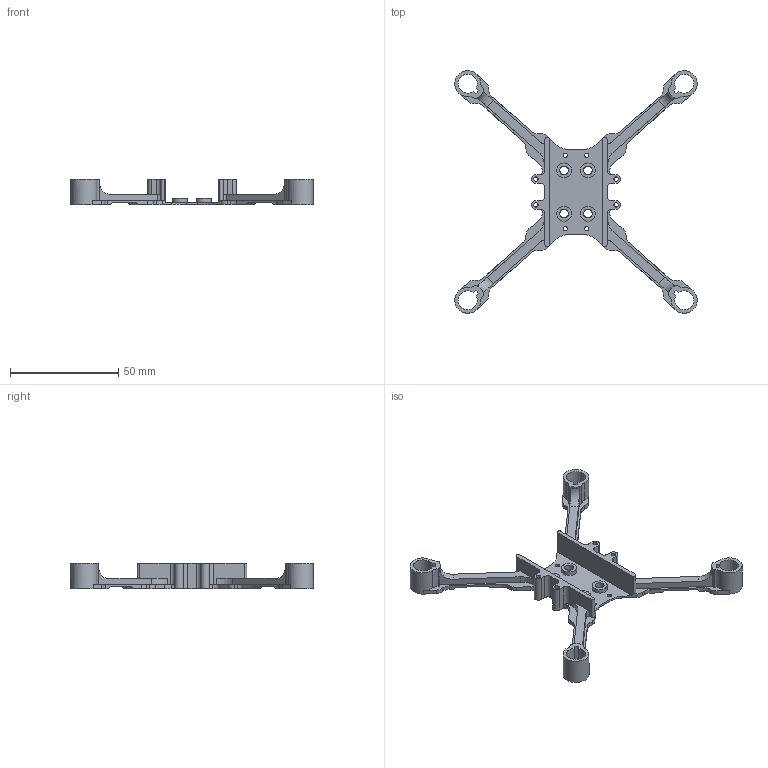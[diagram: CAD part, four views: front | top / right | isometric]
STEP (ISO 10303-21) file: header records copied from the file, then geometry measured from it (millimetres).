
FILE_DESCRIPTION(('STEP AP242'), '1');
FILE_NAME('frame', '', ('UNSPECIFIED'), ('UNSPECIFIED'), 'C3D Converter', 'C3D Toolkit', '');
FILE_SCHEMA(('AP242_MANAGED_MODEL_BASED_3D_ENGINEERING_MIM_LF { 1 0 10303 442 1 1 4 }'));
Length unit declared in the file: millimetre
Bounding box: 112 x 112 x 12 mm (x, y, z)
Volume: 11867.4 mm3; surface area: 13755 mm2
Topology: 1 solids, 1 shells, 238 faces, 696 edges, 464 vertices
Faces by surface type: plane 118, cylinder 116, torus 4
Full cylindrical faces by diameter (mm): 2 x8, 4 x4, 6.902 x4
Entity records: 8200 total; most frequent: CARTESIAN_POINT 1599, DIRECTION 1406, ORIENTED_EDGE 1360, EDGE_CURVE 680, AXIS2_PLACEMENT_3D 495, VERTEX_POINT 464, LINE 416, VECTOR 416
